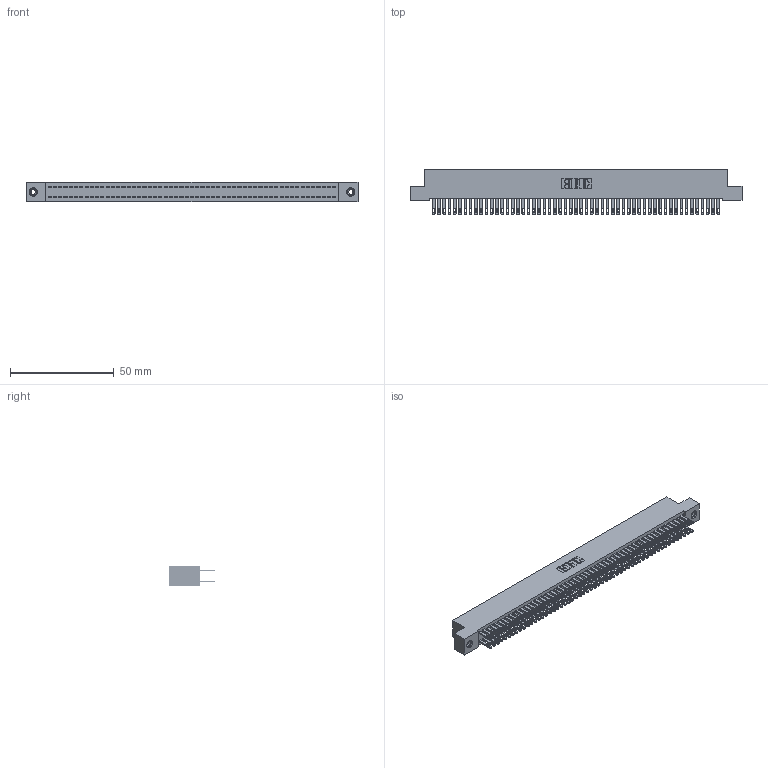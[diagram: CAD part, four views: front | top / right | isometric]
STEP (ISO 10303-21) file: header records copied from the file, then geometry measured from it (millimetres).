
FILE_DESCRIPTION (( 'STEP AP203' ), '1' );
FILE_NAME ('342-110-500-208.STEP', '2018-08-14T11:16:38', ( '' ), ( '' ), 'SwSTEP 2.0', 'SolidWorks 2016', '' );
FILE_SCHEMA (( 'CONFIG_CONTROL_DESIGN' ));
Length unit declared in the file: inch
Products named in the file (4): 342 Part_TI; 345-292-001_345-293-100; 345-250-001_345-250-003-102; 342-110-500-208
Assembly tree (113 placements, depth 2):
  342-110-500-208
    342 Part_TI
    345-292-001_345-293-100  x110
    345-250-001_345-250-003-102  x2
Bounding box: 160.02 x 21.85 x 9.4 mm (x, y, z)
Volume: 14769.8 mm3; surface area: 25425.3 mm2
Topology: 113 solids, 113 shells, 5450 faces, 16605 edges, 11062 vertices
Faces by surface type: plane 3398, cylinder 2036, cone 12, torus 4
Entity records: 34686 total; most frequent: CARTESIAN_POINT 5713, ORIENTED_EDGE 5642, DIRECTION 4891, EDGE_CURVE 2821, VECTOR 2669, LINE 2669, VERTEX_POINT 1876, AXIS2_PLACEMENT_3D 1111
